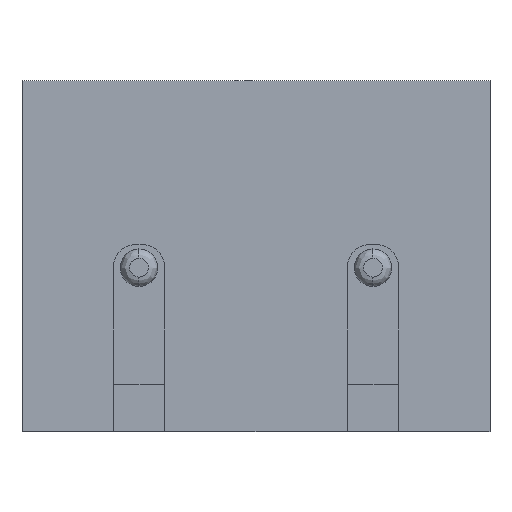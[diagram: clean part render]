
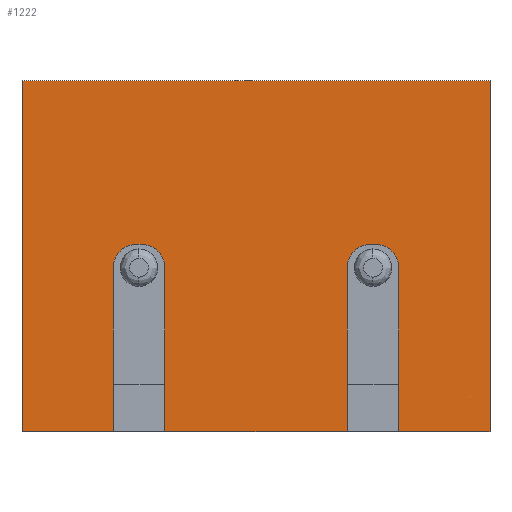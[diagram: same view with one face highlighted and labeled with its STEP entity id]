
A CAD part, front view. The second image highlights one B-rep face of the part: STEP entity #1222.
In plain terms, the highlighted planar face has unit normal (0, -1, 0).
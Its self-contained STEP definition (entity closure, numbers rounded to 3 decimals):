
#10 = CARTESIAN_POINT ( 'NONE',  ( 10., 0., -7.5 ) ) ;
#30 = CARTESIAN_POINT ( 'NONE',  ( 7.45, 0., -3.5 ) ) ;
#44 = DIRECTION ( 'NONE',  ( 0., 0., 1. ) ) ;
#76 = EDGE_CURVE ( 'NONE', #1581, #329, #1796, .T. ) ;
#90 = LINE ( 'NONE', #1341, #1233 ) ;
#94 = VECTOR ( 'NONE', #1891, 1000. ) ;
#176 = VECTOR ( 'NONE', #1036, 1000. ) ;
#198 = PLANE ( 'NONE',  #2234 ) ;
#221 = EDGE_CURVE ( 'NONE', #329, #340, #2890, .T. ) ;
#223 = CARTESIAN_POINT ( 'NONE',  ( 10., 0., 0. ) ) ;
#224 = CARTESIAN_POINT ( 'NONE',  ( 3.05, 0., -7.5 ) ) ;
#225 = ORIENTED_EDGE ( 'NONE', *, *, #268, .F. ) ;
#258 = ORIENTED_EDGE ( 'NONE', *, *, #1455, .F. ) ;
#266 = CARTESIAN_POINT ( 'NONE',  ( 8.05, 0., -4. ) ) ;
#268 = EDGE_CURVE ( 'NONE', #2792, #1165, #2074, .T. ) ;
#329 = VERTEX_POINT ( 'NONE', #3167 ) ;
#340 = VERTEX_POINT ( 'NONE', #1231 ) ;
#341 = DIRECTION ( 'NONE',  ( 0., 0., 1. ) ) ;
#355 = VERTEX_POINT ( 'NONE', #655 ) ;
#356 = CARTESIAN_POINT ( 'NONE',  ( 3.05, 0., 0. ) ) ;
#469 = DIRECTION ( 'NONE',  ( 0., 0., 1. ) ) ;
#487 = VECTOR ( 'NONE', #2053, 1000. ) ;
#500 = DIRECTION ( 'NONE',  ( 0., 0., 1. ) ) ;
#525 = ORIENTED_EDGE ( 'NONE', *, *, #1731, .F. ) ;
#556 = CARTESIAN_POINT ( 'NONE',  ( 3.05, 0., -4. ) ) ;
#605 = EDGE_CURVE ( 'NONE', #712, #2582, #90, .T. ) ;
#607 = ORIENTED_EDGE ( 'NONE', *, *, #2603, .F. ) ;
#655 = CARTESIAN_POINT ( 'NONE',  ( 10., 0., 0. ) ) ;
#656 = ORIENTED_EDGE ( 'NONE', *, *, #2286, .F. ) ;
#684 = DIRECTION ( 'NONE',  ( 0., 0., 1. ) ) ;
#712 = VERTEX_POINT ( 'NONE', #2573 ) ;
#730 = VECTOR ( 'NONE', #999, 1000. ) ;
#734 = EDGE_CURVE ( 'NONE', #3080, #3214, #2989, .T. ) ;
#752 = LINE ( 'NONE', #1840, #1705 ) ;
#758 = CARTESIAN_POINT ( 'NONE',  ( 0., 0., 0. ) ) ;
#760 = LINE ( 'NONE', #3293, #1632 ) ;
#765 = EDGE_CURVE ( 'NONE', #1165, #3080, #752, .T. ) ;
#858 = DIRECTION ( 'NONE',  ( 0., 0., -1. ) ) ;
#862 = CARTESIAN_POINT ( 'NONE',  ( 10., 0., 0. ) ) ;
#921 = EDGE_CURVE ( 'NONE', #1314, #3221, #2397, .T. ) ;
#946 = EDGE_CURVE ( 'NONE', #1099, #1314, #3304, .T. ) ;
#956 = DIRECTION ( 'NONE',  ( -1., 0., 0. ) ) ;
#964 = CARTESIAN_POINT ( 'NONE',  ( 2.55, 0., -3.5 ) ) ;
#999 = DIRECTION ( 'NONE',  ( -1., 0., 0. ) ) ;
#1022 = DIRECTION ( 'NONE',  ( -1., 0., 0. ) ) ;
#1036 = DIRECTION ( 'NONE',  ( -1., 0., 0. ) ) ;
#1099 = VERTEX_POINT ( 'NONE', #266 ) ;
#1122 = AXIS2_PLACEMENT_3D ( 'NONE', #2680, #2456, #2145 ) ;
#1165 = VERTEX_POINT ( 'NONE', #1305 ) ;
#1176 = EDGE_CURVE ( 'NONE', #355, #2582, #3170, .T. ) ;
#1201 = CARTESIAN_POINT ( 'NONE',  ( 1.95, 0., -7.5 ) ) ;
#1204 = EDGE_CURVE ( 'NONE', #3385, #712, #1833, .T. ) ;
#1222 = ADVANCED_FACE ( 'NONE', ( #1962 ), #198, .F. ) ;
#1231 = CARTESIAN_POINT ( 'NONE',  ( 1.95, 0., -4. ) ) ;
#1233 = VECTOR ( 'NONE', #500, 1000. ) ;
#1289 = VECTOR ( 'NONE', #469, 1000. ) ;
#1295 = LINE ( 'NONE', #862, #1981 ) ;
#1305 = CARTESIAN_POINT ( 'NONE',  ( 6.95, 0., -7.5 ) ) ;
#1314 = VERTEX_POINT ( 'NONE', #1422 ) ;
#1327 = AXIS2_PLACEMENT_3D ( 'NONE', #1492, #3415, #956 ) ;
#1341 = CARTESIAN_POINT ( 'NONE',  ( 0., 0., 0. ) ) ;
#1355 = DIRECTION ( 'NONE',  ( 0., -1., 0. ) ) ;
#1364 = ORIENTED_EDGE ( 'NONE', *, *, #1176, .T. ) ;
#1365 = CARTESIAN_POINT ( 'NONE',  ( 2.55, 0., -4. ) ) ;
#1422 = CARTESIAN_POINT ( 'NONE',  ( 7.55, 0., -3.5 ) ) ;
#1434 = DIRECTION ( 'NONE',  ( 0., -1., 0. ) ) ;
#1455 = EDGE_CURVE ( 'NONE', #3221, #2792, #2408, .T. ) ;
#1492 = CARTESIAN_POINT ( 'NONE',  ( 2.45, 0., -4. ) ) ;
#1534 = LINE ( 'NONE', #2706, #1289 ) ;
#1553 = VERTEX_POINT ( 'NONE', #2895 ) ;
#1581 = VERTEX_POINT ( 'NONE', #964 ) ;
#1598 = ORIENTED_EDGE ( 'NONE', *, *, #1851, .T. ) ;
#1618 = LINE ( 'NONE', #1922, #2826 ) ;
#1632 = VECTOR ( 'NONE', #2995, 1000. ) ;
#1705 = VECTOR ( 'NONE', #1022, 1000. ) ;
#1731 = EDGE_CURVE ( 'NONE', #2279, #1553, #760, .T. ) ;
#1796 = LINE ( 'NONE', #1875, #3228 ) ;
#1833 = LINE ( 'NONE', #2129, #176 ) ;
#1839 = ORIENTED_EDGE ( 'NONE', *, *, #76, .F. ) ;
#1840 = CARTESIAN_POINT ( 'NONE',  ( 10., 0., -7.5 ) ) ;
#1851 = EDGE_CURVE ( 'NONE', #2279, #355, #1295, .T. ) ;
#1875 = CARTESIAN_POINT ( 'NONE',  ( 0., 0., -3.5 ) ) ;
#1891 = DIRECTION ( 'NONE',  ( -1., 0., 0. ) ) ;
#1922 = CARTESIAN_POINT ( 'NONE',  ( 1.95, 0., 0. ) ) ;
#1962 = FACE_OUTER_BOUND ( 'NONE', #2355, .T. ) ;
#1979 = ORIENTED_EDGE ( 'NONE', *, *, #734, .F. ) ;
#1981 = VECTOR ( 'NONE', #44, 1000. ) ;
#2053 = DIRECTION ( 'NONE',  ( 0., 0., -1. ) ) ;
#2074 = LINE ( 'NONE', #2881, #487 ) ;
#2129 = CARTESIAN_POINT ( 'NONE',  ( 10., 0., -7.5 ) ) ;
#2141 = ORIENTED_EDGE ( 'NONE', *, *, #765, .F. ) ;
#2145 = DIRECTION ( 'NONE',  ( 1., 0., 0. ) ) ;
#2169 = DIRECTION ( 'NONE',  ( 0., 0., 1. ) ) ;
#2198 = ORIENTED_EDGE ( 'NONE', *, *, #946, .F. ) ;
#2234 = AXIS2_PLACEMENT_3D ( 'NONE', #223, #2453, #2169 ) ;
#2279 = VERTEX_POINT ( 'NONE', #10 ) ;
#2286 = EDGE_CURVE ( 'NONE', #340, #3385, #1618, .T. ) ;
#2355 = EDGE_LOOP ( 'NONE', ( #258, #2469, #2198, #607, #525, #1598, #1364, #3035, #3558, #656, #2775, #1839, #2919, #1979, #2141, #225 ) ) ;
#2397 = LINE ( 'NONE', #2650, #730 ) ;
#2408 = CIRCLE ( 'NONE', #3329, 0.5 ) ;
#2453 = DIRECTION ( 'NONE',  ( 0., 1., 0. ) ) ;
#2456 = DIRECTION ( 'NONE',  ( 0., -1., 0. ) ) ;
#2469 = ORIENTED_EDGE ( 'NONE', *, *, #921, .F. ) ;
#2489 = EDGE_CURVE ( 'NONE', #3214, #1581, #3007, .T. ) ;
#2507 = DIRECTION ( 'NONE',  ( -1., 0., 0. ) ) ;
#2573 = CARTESIAN_POINT ( 'NONE',  ( 0., 0., -7.5 ) ) ;
#2582 = VERTEX_POINT ( 'NONE', #758 ) ;
#2595 = CARTESIAN_POINT ( 'NONE',  ( 7.45, 0., -4. ) ) ;
#2603 = EDGE_CURVE ( 'NONE', #1553, #1099, #1534, .T. ) ;
#2650 = CARTESIAN_POINT ( 'NONE',  ( 10., 0., -3.5 ) ) ;
#2680 = CARTESIAN_POINT ( 'NONE',  ( 7.55, 0., -4. ) ) ;
#2706 = CARTESIAN_POINT ( 'NONE',  ( 8.05, 0., 0. ) ) ;
#2748 = DIRECTION ( 'NONE',  ( 0., 0., -1. ) ) ;
#2775 = ORIENTED_EDGE ( 'NONE', *, *, #221, .F. ) ;
#2792 = VERTEX_POINT ( 'NONE', #3119 ) ;
#2826 = VECTOR ( 'NONE', #858, 1000. ) ;
#2881 = CARTESIAN_POINT ( 'NONE',  ( 6.95, 0., 0. ) ) ;
#2890 = CIRCLE ( 'NONE', #1327, 0.5 ) ;
#2895 = CARTESIAN_POINT ( 'NONE',  ( 8.05, 0., -7.5 ) ) ;
#2919 = ORIENTED_EDGE ( 'NONE', *, *, #2489, .F. ) ;
#2989 = LINE ( 'NONE', #356, #3209 ) ;
#2995 = DIRECTION ( 'NONE',  ( -1., 0., 0. ) ) ;
#3007 = CIRCLE ( 'NONE', #3593, 0.5 ) ;
#3035 = ORIENTED_EDGE ( 'NONE', *, *, #605, .F. ) ;
#3080 = VERTEX_POINT ( 'NONE', #224 ) ;
#3119 = CARTESIAN_POINT ( 'NONE',  ( 6.95, 0., -4. ) ) ;
#3167 = CARTESIAN_POINT ( 'NONE',  ( 2.45, 0., -3.5 ) ) ;
#3170 = LINE ( 'NONE', #3536, #94 ) ;
#3209 = VECTOR ( 'NONE', #684, 1000. ) ;
#3214 = VERTEX_POINT ( 'NONE', #556 ) ;
#3221 = VERTEX_POINT ( 'NONE', #30 ) ;
#3228 = VECTOR ( 'NONE', #2507, 1000. ) ;
#3293 = CARTESIAN_POINT ( 'NONE',  ( 10., 0., -7.5 ) ) ;
#3304 = CIRCLE ( 'NONE', #1122, 0.5 ) ;
#3329 = AXIS2_PLACEMENT_3D ( 'NONE', #2595, #1434, #341 ) ;
#3385 = VERTEX_POINT ( 'NONE', #1201 ) ;
#3415 = DIRECTION ( 'NONE',  ( 0., -1., 0. ) ) ;
#3536 = CARTESIAN_POINT ( 'NONE',  ( 10., 0., 0. ) ) ;
#3558 = ORIENTED_EDGE ( 'NONE', *, *, #1204, .F. ) ;
#3593 = AXIS2_PLACEMENT_3D ( 'NONE', #1365, #1355, #2748 ) ;
